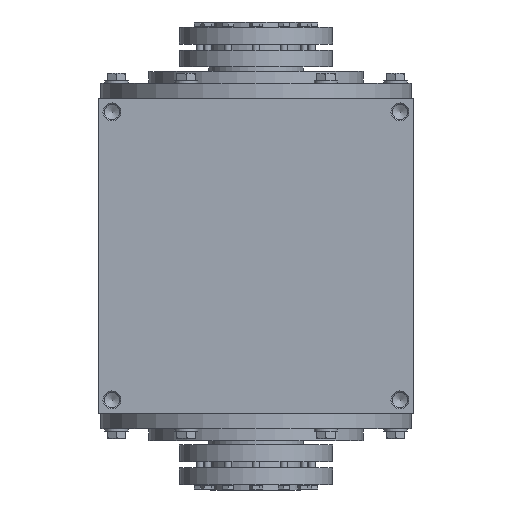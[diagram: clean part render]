
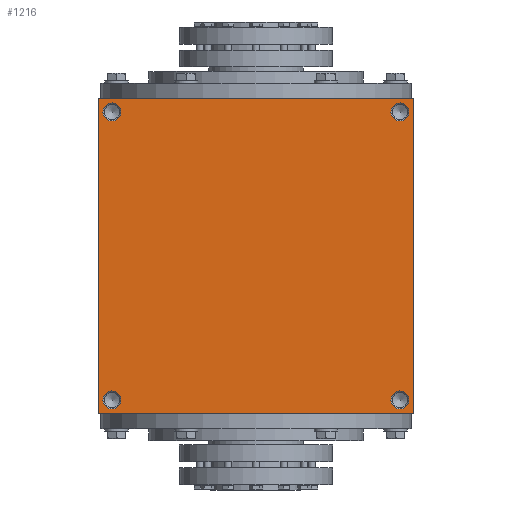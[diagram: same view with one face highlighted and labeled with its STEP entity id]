
A CAD part, left-side view. The second image highlights one B-rep face of the part: STEP entity #1216.
In plain terms, the highlighted face is planar.
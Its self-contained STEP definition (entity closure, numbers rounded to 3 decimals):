
#1216 = ADVANCED_FACE( '', ( #2534, #2535, #2536, #2537, #2538 ), #2539, .F. );
#2534 = FACE_BOUND( '', #3869, .T. );
#2535 = FACE_BOUND( '', #3870, .T. );
#2536 = FACE_BOUND( '', #3871, .T. );
#2537 = FACE_BOUND( '', #3872, .T. );
#2538 = FACE_OUTER_BOUND( '', #3873, .T. );
#2539 = PLANE( '', #3874 );
#3869 = EDGE_LOOP( '', ( #6413 ) );
#3870 = EDGE_LOOP( '', ( #6414 ) );
#3871 = EDGE_LOOP( '', ( #6415 ) );
#3872 = EDGE_LOOP( '', ( #6416 ) );
#3873 = EDGE_LOOP( '', ( #6417, #6418, #6419, #6420 ) );
#3874 = AXIS2_PLACEMENT_3D( '', #6421, #6422, #6423 );
#6413 = ORIENTED_EDGE( '', *, *, #7876, .F. );
#6414 = ORIENTED_EDGE( '', *, *, #7899, .T. );
#6415 = ORIENTED_EDGE( '', *, *, #7412, .F. );
#6416 = ORIENTED_EDGE( '', *, *, #7733, .T. );
#6417 = ORIENTED_EDGE( '', *, *, #7583, .F. );
#6418 = ORIENTED_EDGE( '', *, *, #7548, .F. );
#6419 = ORIENTED_EDGE( '', *, *, #7088, .F. );
#6420 = ORIENTED_EDGE( '', *, *, #7262, .F. );
#6421 = CARTESIAN_POINT( '', ( 0., 0., -175. ) );
#6422 = DIRECTION( '', ( 0., 0., 1. ) );
#6423 = DIRECTION( '', ( 1., 0., 0. ) );
#7088 = EDGE_CURVE( '', #8266, #8267, #8268, .T. );
#7262 = EDGE_CURVE( '', #8542, #8266, #8543, .T. );
#7412 = EDGE_CURVE( '', #8764, #8764, #8765, .T. );
#7548 = EDGE_CURVE( '', #8267, #8967, #8968, .T. );
#7583 = EDGE_CURVE( '', #8967, #8542, #9019, .T. );
#7733 = EDGE_CURVE( '', #9210, #9210, #9211, .T. );
#7876 = EDGE_CURVE( '', #9392, #9392, #9393, .T. );
#7899 = EDGE_CURVE( '', #9418, #9418, #9419, .T. );
#8266 = VERTEX_POINT( '', #10057 );
#8267 = VERTEX_POINT( '', #10058 );
#8268 = LINE( '', #10059, #10060 );
#8542 = VERTEX_POINT( '', #10571 );
#8543 = LINE( '', #10572, #10573 );
#8764 = VERTEX_POINT( '', #10968 );
#8765 = CIRCLE( '', #10969, 10. );
#8967 = VERTEX_POINT( '', #11311 );
#8968 = LINE( '', #11312, #11313 );
#9019 = LINE( '', #11404, #11405 );
#9210 = VERTEX_POINT( '', #11725 );
#9211 = CIRCLE( '', #11726, 10. );
#9392 = VERTEX_POINT( '', #12035 );
#9393 = CIRCLE( '', #12036, 10. );
#9418 = VERTEX_POINT( '', #12072 );
#9419 = CIRCLE( '', #12073, 10. );
#10057 = CARTESIAN_POINT( '', ( 175., -175., -175. ) );
#10058 = CARTESIAN_POINT( '', ( 175., 175., -175. ) );
#10059 = CARTESIAN_POINT( '', ( 175., -175., -175. ) );
#10060 = VECTOR( '', #12388, 1000. );
#10571 = CARTESIAN_POINT( '', ( -175., -175., -175. ) );
#10572 = CARTESIAN_POINT( '', ( -175., -175., -175. ) );
#10573 = VECTOR( '', #12599, 1000. );
#10968 = CARTESIAN_POINT( '', ( -170., -160., -175. ) );
#10969 = AXIS2_PLACEMENT_3D( '', #12788, #12789, #12790 );
#11311 = CARTESIAN_POINT( '', ( -175., 175., -175. ) );
#11312 = CARTESIAN_POINT( '', ( 175., 175., -175. ) );
#11313 = VECTOR( '', #12953, 1000. );
#11404 = CARTESIAN_POINT( '', ( -175., 175., -175. ) );
#11405 = VECTOR( '', #12996, 1000. );
#11725 = CARTESIAN_POINT( '', ( 170., -160., -175. ) );
#11726 = AXIS2_PLACEMENT_3D( '', #13173, #13174, #13175 );
#12035 = CARTESIAN_POINT( '', ( -170., 160., -175. ) );
#12036 = AXIS2_PLACEMENT_3D( '', #13337, #13338, #13339 );
#12072 = CARTESIAN_POINT( '', ( 170., 160., -175. ) );
#12073 = AXIS2_PLACEMENT_3D( '', #13350, #13351, #13352 );
#12388 = DIRECTION( '', ( 0., 1., 0. ) );
#12599 = DIRECTION( '', ( 1., 0., 0. ) );
#12788 = CARTESIAN_POINT( '', ( -160., -160., -175. ) );
#12789 = DIRECTION( '', ( 0., 0., -1. ) );
#12790 = DIRECTION( '', ( -1., 0., 0. ) );
#12953 = DIRECTION( '', ( -1., 0., 0. ) );
#12996 = DIRECTION( '', ( 0., -1., 0. ) );
#13173 = CARTESIAN_POINT( '', ( 160., -160., -175. ) );
#13174 = DIRECTION( '', ( 0., 0., 1. ) );
#13175 = DIRECTION( '', ( 1., 0., 0. ) );
#13337 = CARTESIAN_POINT( '', ( -160., 160., -175. ) );
#13338 = DIRECTION( '', ( 0., 0., -1. ) );
#13339 = DIRECTION( '', ( -1., 0., 0. ) );
#13350 = CARTESIAN_POINT( '', ( 160., 160., -175. ) );
#13351 = DIRECTION( '', ( 0., 0., 1. ) );
#13352 = DIRECTION( '', ( 1., 0., 0. ) );
